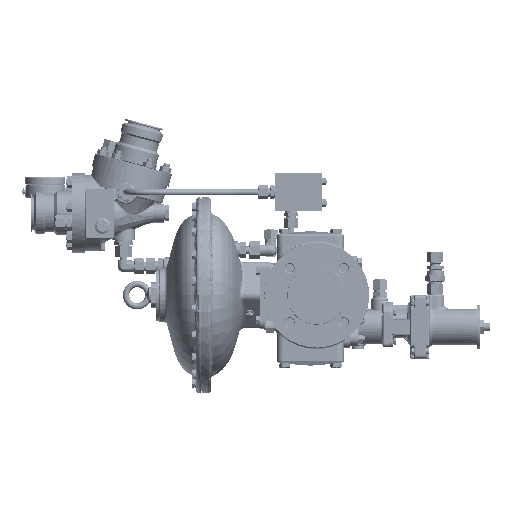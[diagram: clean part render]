
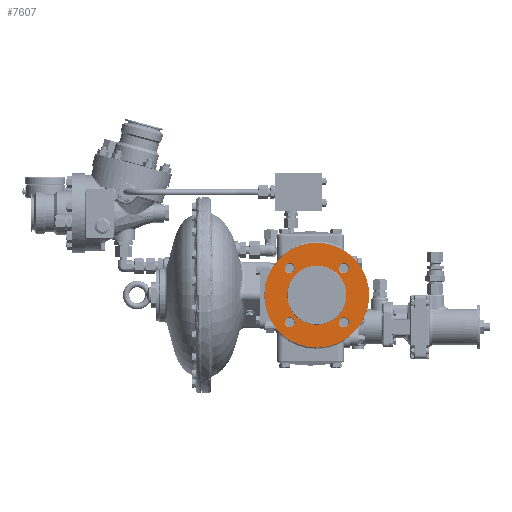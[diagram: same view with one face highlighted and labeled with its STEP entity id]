
A CAD part, left-side view. The second image highlights one B-rep face of the part: STEP entity #7607.
In plain terms, the highlighted planar face has unit normal (-1, 0, 0).
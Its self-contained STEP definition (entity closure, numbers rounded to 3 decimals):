
#4117 = EDGE_LOOP ( 'NONE', ( #71182, #228107 ) ) ;
#4512 = DIRECTION ( 'NONE',  ( 0., 0., 1. ) ) ;
#7522 = DIRECTION ( 'NONE',  ( 0., -1., 0. ) ) ;
#7607 = ADVANCED_FACE ( 'NONE', ( #61984, #14656, #67578, #203845, #20173, #114930 ), #91811, .F. ) ;
#8597 = EDGE_CURVE ( 'NONE', #159837, #50701, #186870, .T. ) ;
#9613 = DIRECTION ( 'NONE',  ( -1., 0., 0. ) ) ;
#9782 = EDGE_CURVE ( 'NONE', #75860, #145553, #139490, .T. ) ;
#12507 = DIRECTION ( 'NONE',  ( 0., -1., 0. ) ) ;
#12834 = CARTESIAN_POINT ( 'NONE',  ( -63.5, -56.5, 0. ) ) ;
#14656 = FACE_BOUND ( 'NONE', #81213, .T. ) ;
#15530 = DIRECTION ( 'NONE',  ( -1., 0., 0. ) ) ;
#16279 = CARTESIAN_POINT ( 'NONE',  ( -63.5, -60.68, -42.68 ) ) ;
#16394 = DIRECTION ( 'NONE',  ( 1., 0., 0. ) ) ;
#19513 = VERTEX_POINT ( 'NONE', #172284 ) ;
#20173 = FACE_BOUND ( 'NONE', #68069, .T. ) ;
#20924 = CARTESIAN_POINT ( 'NONE',  ( -63.5, -44.68, -42.68 ) ) ;
#24008 = CARTESIAN_POINT ( 'NONE',  ( -63.5, 24.68, 42.68 ) ) ;
#24247 = DIRECTION ( 'NONE',  ( 0., 0., 1. ) ) ;
#24285 = DIRECTION ( 'NONE',  ( -1., 0., 0. ) ) ;
#24750 = CARTESIAN_POINT ( 'NONE',  ( -63.5, 32.68, -42.68 ) ) ;
#26181 = CARTESIAN_POINT ( 'NONE',  ( -63.5, 40.68, 42.68 ) ) ;
#27295 = EDGE_CURVE ( 'NONE', #189332, #201856, #182295, .T. ) ;
#28793 = AXIS2_PLACEMENT_3D ( 'NONE', #225564, #119145, #12507 ) ;
#30038 = ORIENTED_EDGE ( 'NONE', *, *, #66134, .F. ) ;
#35135 = CARTESIAN_POINT ( 'NONE',  ( -63.5, 32.68, -50.68 ) ) ;
#35323 = VERTEX_POINT ( 'NONE', #16279 ) ;
#38715 = EDGE_LOOP ( 'NONE', ( #137050, #219088 ) ) ;
#42265 = CIRCLE ( 'NONE', #198861, 8. ) ;
#42295 = EDGE_CURVE ( 'NONE', #137815, #35323, #123181, .T. ) ;
#42313 = CARTESIAN_POINT ( 'NONE',  ( -63.5, -52.68, 34.68 ) ) ;
#45938 = CARTESIAN_POINT ( 'NONE',  ( -63.5, -52.68, -42.68 ) ) ;
#50161 = EDGE_CURVE ( 'NONE', #66784, #223245, #66580, .T. ) ;
#50701 = VERTEX_POINT ( 'NONE', #97114 ) ;
#51885 = CARTESIAN_POINT ( 'NONE',  ( -63.5, 32.68, -34.68 ) ) ;
#53847 = AXIS2_PLACEMENT_3D ( 'NONE', #220589, #114184, #7522 ) ;
#55500 = EDGE_CURVE ( 'NONE', #56208, #19513, #102189, .T. ) ;
#56208 = VERTEX_POINT ( 'NONE', #42313 ) ;
#61984 = FACE_BOUND ( 'NONE', #65127, .T. ) ;
#63775 = DIRECTION ( 'NONE',  ( 0., -1., 0. ) ) ;
#65127 = EDGE_LOOP ( 'NONE', ( #155523, #128269 ) ) ;
#66134 = EDGE_CURVE ( 'NONE', #19513, #56208, #42265, .T. ) ;
#66580 = CIRCLE ( 'NONE', #201908, 82.5 ) ;
#66784 = VERTEX_POINT ( 'NONE', #156350 ) ;
#67578 = FACE_BOUND ( 'NONE', #38715, .T. ) ;
#68069 = EDGE_LOOP ( 'NONE', ( #229692, #97924 ) ) ;
#69231 = EDGE_CURVE ( 'NONE', #201856, #189332, #133558, .T. ) ;
#71182 = ORIENTED_EDGE ( 'NONE', *, *, #9782, .F. ) ;
#75860 = VERTEX_POINT ( 'NONE', #24008 ) ;
#76568 = EDGE_CURVE ( 'NONE', #223245, #66784, #227070, .T. ) ;
#81213 = EDGE_LOOP ( 'NONE', ( #30038, #128355 ) ) ;
#84157 = AXIS2_PLACEMENT_3D ( 'NONE', #95923, #91041, #90817 ) ;
#84358 = CARTESIAN_POINT ( 'NONE',  ( -63.5, -10., 0. ) ) ;
#86873 = AXIS2_PLACEMENT_3D ( 'NONE', #24750, #24285, #24247 ) ;
#88148 = EDGE_CURVE ( 'NONE', #35323, #137815, #195850, .T. ) ;
#90817 = DIRECTION ( 'NONE',  ( 0., 1., 0. ) ) ;
#91041 = DIRECTION ( 'NONE',  ( 1., 0., 0. ) ) ;
#91811 = PLANE ( 'NONE',  #84157 ) ;
#95553 = CARTESIAN_POINT ( 'NONE',  ( -63.5, -52.68, 42.68 ) ) ;
#95923 = CARTESIAN_POINT ( 'NONE',  ( -63.5, 36.5, 0. ) ) ;
#97114 = CARTESIAN_POINT ( 'NONE',  ( -63.5, 36.5, 0. ) ) ;
#97924 = ORIENTED_EDGE ( 'NONE', *, *, #42295, .F. ) ;
#98291 = AXIS2_PLACEMENT_3D ( 'NONE', #45938, #170288, #63775 ) ;
#100978 = EDGE_LOOP ( 'NONE', ( #192506, #127882 ) ) ;
#102189 = CIRCLE ( 'NONE', #121971, 8. ) ;
#102292 = DIRECTION ( 'NONE',  ( 0., 0., 1. ) ) ;
#103292 = CARTESIAN_POINT ( 'NONE',  ( -63.5, -10., 82.5 ) ) ;
#111214 = DIRECTION ( 'NONE',  ( -1., 0., 0. ) ) ;
#113449 = DIRECTION ( 'NONE',  ( 0., 0., 1. ) ) ;
#114184 = DIRECTION ( 'NONE',  ( -1., 0., 0. ) ) ;
#114840 = AXIS2_PLACEMENT_3D ( 'NONE', #84358, #208714, #102292 ) ;
#114930 = FACE_BOUND ( 'NONE', #4117, .T. ) ;
#116277 = CARTESIAN_POINT ( 'NONE',  ( -63.5, -52.68, 42.68 ) ) ;
#119145 = DIRECTION ( 'NONE',  ( -1., 0., 0. ) ) ;
#121971 = AXIS2_PLACEMENT_3D ( 'NONE', #95553, #219841, #113449 ) ;
#122149 = CARTESIAN_POINT ( 'NONE',  ( -63.5, -10., 0. ) ) ;
#123032 = CARTESIAN_POINT ( 'NONE',  ( -63.5, -10., 0. ) ) ;
#123181 = CIRCLE ( 'NONE', #53847, 8. ) ;
#127882 = ORIENTED_EDGE ( 'NONE', *, *, #50161, .F. ) ;
#128269 = ORIENTED_EDGE ( 'NONE', *, *, #27295, .F. ) ;
#128355 = ORIENTED_EDGE ( 'NONE', *, *, #55500, .F. ) ;
#129108 = DIRECTION ( 'NONE',  ( 0., 1., 0. ) ) ;
#129873 = DIRECTION ( 'NONE',  ( -1., 0., 0. ) ) ;
#130154 = CARTESIAN_POINT ( 'NONE',  ( -63.5, -10., 0. ) ) ;
#133558 = CIRCLE ( 'NONE', #212525, 8. ) ;
#134114 = DIRECTION ( 'NONE',  ( 0., 0., 1. ) ) ;
#137050 = ORIENTED_EDGE ( 'NONE', *, *, #204873, .F. ) ;
#137815 = VERTEX_POINT ( 'NONE', #20924 ) ;
#137999 = AXIS2_PLACEMENT_3D ( 'NONE', #157179, #156940, #156896 ) ;
#139490 = CIRCLE ( 'NONE', #137999, 8. ) ;
#140039 = DIRECTION ( 'NONE',  ( 0., 1., 0. ) ) ;
#140906 = DIRECTION ( 'NONE',  ( 0., 0., 1. ) ) ;
#145553 = VERTEX_POINT ( 'NONE', #26181 ) ;
#154298 = CIRCLE ( 'NONE', #28793, 8. ) ;
#155523 = ORIENTED_EDGE ( 'NONE', *, *, #69231, .F. ) ;
#156350 = CARTESIAN_POINT ( 'NONE',  ( -63.5, -10., -82.5 ) ) ;
#156896 = DIRECTION ( 'NONE',  ( 0., -1., 0. ) ) ;
#156940 = DIRECTION ( 'NONE',  ( -1., 0., 0. ) ) ;
#157179 = CARTESIAN_POINT ( 'NONE',  ( -63.5, 32.68, 42.68 ) ) ;
#159837 = VERTEX_POINT ( 'NONE', #12834 ) ;
#163173 = AXIS2_PLACEMENT_3D ( 'NONE', #130154, #129873, #129108 ) ;
#170288 = DIRECTION ( 'NONE',  ( -1., 0., 0. ) ) ;
#172284 = CARTESIAN_POINT ( 'NONE',  ( -63.5, -52.68, 50.68 ) ) ;
#179141 = CIRCLE ( 'NONE', #218352, 46.5 ) ;
#182295 = CIRCLE ( 'NONE', #86873, 8. ) ;
#186870 = CIRCLE ( 'NONE', #163173, 46.5 ) ;
#189332 = VERTEX_POINT ( 'NONE', #35135 ) ;
#192506 = ORIENTED_EDGE ( 'NONE', *, *, #76568, .F. ) ;
#195108 = EDGE_CURVE ( 'NONE', #145553, #75860, #154298, .T. ) ;
#195850 = CIRCLE ( 'NONE', #98291, 8. ) ;
#198861 = AXIS2_PLACEMENT_3D ( 'NONE', #116277, #9613, #134114 ) ;
#201856 = VERTEX_POINT ( 'NONE', #51885 ) ;
#201908 = AXIS2_PLACEMENT_3D ( 'NONE', #123032, #16394, #140906 ) ;
#203845 = FACE_OUTER_BOUND ( 'NONE', #100978, .T. ) ;
#204873 = EDGE_CURVE ( 'NONE', #50701, #159837, #179141, .T. ) ;
#208714 = DIRECTION ( 'NONE',  ( 1., 0., 0. ) ) ;
#212525 = AXIS2_PLACEMENT_3D ( 'NONE', #217614, #111214, #4512 ) ;
#217614 = CARTESIAN_POINT ( 'NONE',  ( -63.5, 32.68, -42.68 ) ) ;
#218352 = AXIS2_PLACEMENT_3D ( 'NONE', #122149, #15530, #140039 ) ;
#219088 = ORIENTED_EDGE ( 'NONE', *, *, #8597, .F. ) ;
#219841 = DIRECTION ( 'NONE',  ( -1., 0., 0. ) ) ;
#220589 = CARTESIAN_POINT ( 'NONE',  ( -63.5, -52.68, -42.68 ) ) ;
#223245 = VERTEX_POINT ( 'NONE', #103292 ) ;
#225564 = CARTESIAN_POINT ( 'NONE',  ( -63.5, 32.68, 42.68 ) ) ;
#227070 = CIRCLE ( 'NONE', #114840, 82.5 ) ;
#228107 = ORIENTED_EDGE ( 'NONE', *, *, #195108, .F. ) ;
#229692 = ORIENTED_EDGE ( 'NONE', *, *, #88148, .F. ) ;
